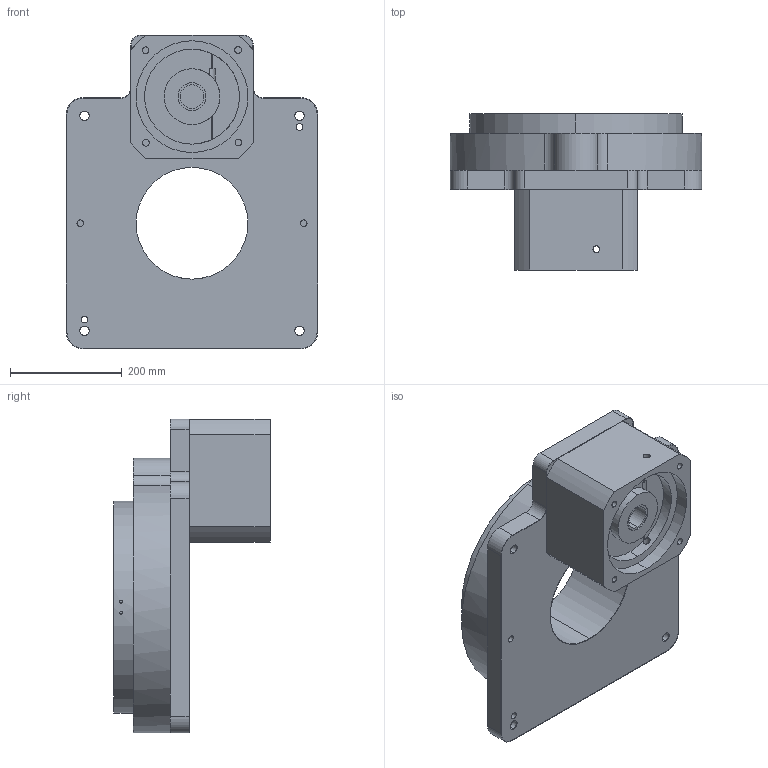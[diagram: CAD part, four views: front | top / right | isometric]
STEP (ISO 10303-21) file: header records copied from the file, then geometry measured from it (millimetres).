
FILE_DESCRIPTION (( 'STEP AP203' ), '1' );
FILE_NAME ('HT450-N10(®|¶b¦V).STEP', '2025-06-17T08:16:39', ( '' ), ( '' ), 'SwSTEP 2.0', 'SolidWorks 2018', '' );
FILE_SCHEMA (( 'CONFIG_CONTROL_DESIGN' ));
Length unit declared in the file: millimetre
Products named in the file (1): HT450-N10(徑軸向)
Bounding box: 450 x 280 x 562 mm (x, y, z)
Volume: 23104639.4 mm3; surface area: 879373.8 mm2
Topology: 1 solids, 1 shells, 188 faces, 439 edges, 278 vertices
Faces by surface type: cylinder 98, plane 64, cone 26
Entity records: 5949 total; most frequent: CARTESIAN_POINT 1356, DIRECTION 1026, ORIENTED_EDGE 878, EDGE_CURVE 439, AXIS2_PLACEMENT_3D 416, VERTEX_POINT 278, EDGE_LOOP 233, CIRCLE 227
